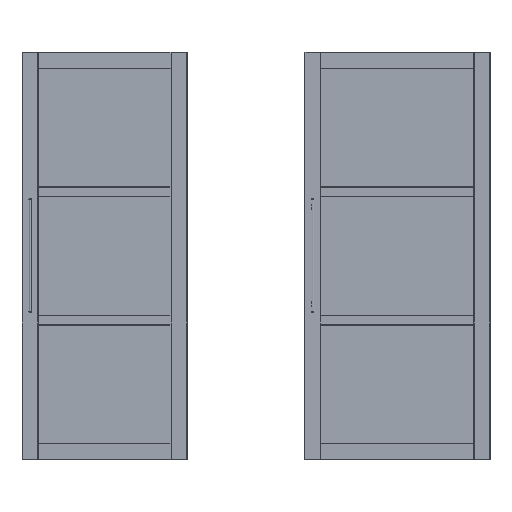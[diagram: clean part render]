
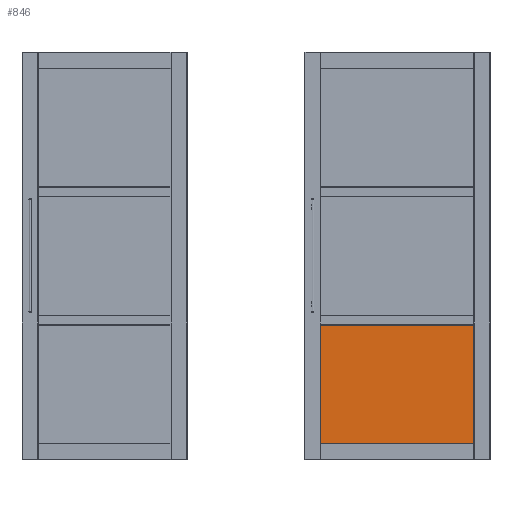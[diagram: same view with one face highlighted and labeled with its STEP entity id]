
A CAD part, front view. The second image highlights one B-rep face of the part: STEP entity #846.
In plain terms, the highlighted planar face has unit normal (0, -1, 0).
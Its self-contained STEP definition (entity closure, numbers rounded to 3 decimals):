
#846=ADVANCED_FACE('',(#1385),#1134,.F.);
#1134=PLANE('',#7041);
#1385=FACE_OUTER_BOUND('',#1733,.T.);
#1733=EDGE_LOOP('',(#2853,#2854,#2855,#2856));
#2853=ORIENTED_EDGE('',*,*,#5080,.F.);
#2854=ORIENTED_EDGE('',*,*,#5081,.T.);
#2855=ORIENTED_EDGE('',*,*,#5082,.T.);
#2856=ORIENTED_EDGE('',*,*,#5083,.F.);
#4281=VERTEX_POINT('',#10487);
#4282=VERTEX_POINT('',#10488);
#4283=VERTEX_POINT('',#10490);
#4284=VERTEX_POINT('',#10492);
#5080=EDGE_CURVE('',#4281,#4282,#5870,.T.);
#5081=EDGE_CURVE('',#4281,#4283,#5871,.T.);
#5082=EDGE_CURVE('',#4283,#4284,#5872,.T.);
#5083=EDGE_CURVE('',#4282,#4284,#5873,.T.);
#5870=LINE('',#10486,#6460);
#5871=LINE('',#10489,#6461);
#5872=LINE('',#10491,#6462);
#5873=LINE('',#10493,#6463);
#6460=VECTOR('',#8255,1.);
#6461=VECTOR('',#8256,1.);
#6462=VECTOR('',#8257,1.);
#6463=VECTOR('',#8258,1.);
#7041=AXIS2_PLACEMENT_3D('',#10494,#8259,#8260);
#8255=DIRECTION('',(1.,0.,0.));
#8256=DIRECTION('',(0.,0.,-1.));
#8257=DIRECTION('',(1.,0.,0.));
#8258=DIRECTION('',(0.,0.,-1.));
#8259=DIRECTION('',(0.,1.,0.));
#8260=DIRECTION('',(0.,0.,1.));
#10486=CARTESIAN_POINT('',(465.,-22.95,665.594));
#10487=CARTESIAN_POINT('',(1070.999,-22.95,665.594));
#10488=CARTESIAN_POINT('',(1829.001,-22.95,665.594));
#10489=CARTESIAN_POINT('',(1070.999,-22.95,0.));
#10490=CARTESIAN_POINT('',(1070.999,-22.95,79.906));
#10491=CARTESIAN_POINT('',(550.,-22.95,79.906));
#10492=CARTESIAN_POINT('',(1829.001,-22.95,79.906));
#10493=CARTESIAN_POINT('',(1829.001,-22.95,0.));
#10494=CARTESIAN_POINT('',(1500.,-22.95,372.25));
